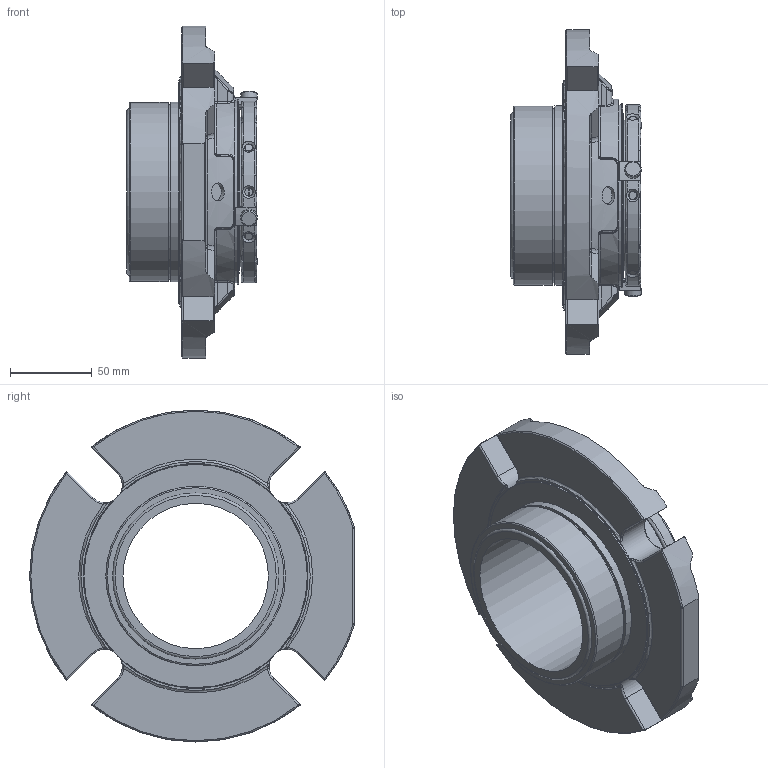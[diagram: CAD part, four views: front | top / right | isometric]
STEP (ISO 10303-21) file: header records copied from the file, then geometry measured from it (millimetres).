
FILE_DESCRIPTION(/* description */ ('Unknown'),/* implementation_level */ '2;1');
FILE_NAME(/* name */ '3.500',/* time_stamp */ '2023-02-15T16:39:20+00:00',/* author */ ('Unknown'),/* organization */ ('Unknown'),/* preprocessor_version */ 'ST-DEVELOPER v16.7',/* originating_system */ 'Solid Edge',/* authorisation */ 'Unknown');
FILE_SCHEMA (('AUTOMOTIVE_DESIGN {1 0 10303 214 3 1 1}'));
Length unit declared in the file: millimetre
Products named in the file (1): 3.500
Bounding box: 79.63 x 198.47 x 202.95 mm (x, y, z)
Volume: 664301.8 mm3; surface area: 114134.2 mm2
Topology: 1 solids, 1 shells, 619 faces, 1631 edges, 1038 vertices
Faces by surface type: plane 227, cylinder 164, bspline 91, torus 79, cone 36, sphere 22
Full cylindrical faces by diameter (mm): 2.821 x1, 5 x2, 6 x3, 10 x3, 10.998 x3, 88.9 x1, 92.05 x1, 100 x1, 101.575 x1, 106.553 x1, 109.525 x1, 109.855 x1, 111.074 x1, 112.598 x1, 136.525 x1
Entity records: 26231 total; most frequent: CARTESIAN_POINT 7848, ORIENTED_EDGE 3076, DIRECTION 2650, EDGE_CURVE 1538, AXIS2_PLACEMENT_3D 1049, VERTEX_POINT 999, EDGE_LOOP 723, FACE_BOUND 723
